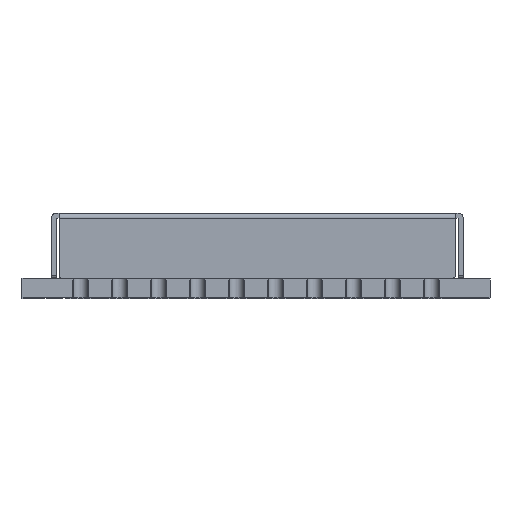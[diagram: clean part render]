
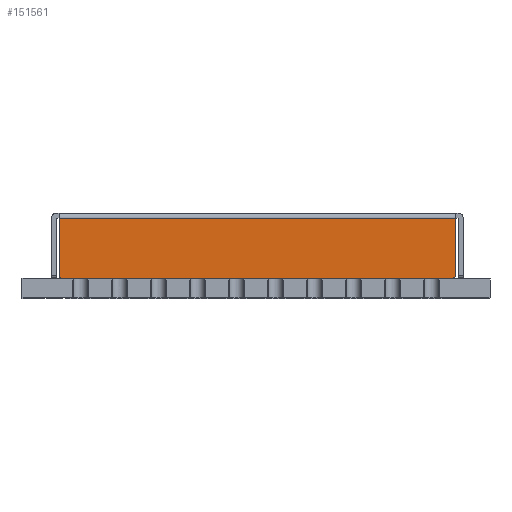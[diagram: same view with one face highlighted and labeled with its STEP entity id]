
A CAD part, front view. The second image highlights one B-rep face of the part: STEP entity #151561.
In plain terms, the highlighted planar face has unit normal (0, -1, 0).
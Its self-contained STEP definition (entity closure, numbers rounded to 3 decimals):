
#540 = FACE_OUTER_BOUND ( 'NONE', #46602, .T. ) ;
#4451 = AXIS2_PLACEMENT_3D ( 'NONE', #47181, #94430, #141638 ) ;
#5600 = CARTESIAN_POINT ( 'NONE',  ( 15.54, 0., 0.1 ) ) ;
#6498 = EDGE_CURVE ( 'NONE', #144088, #89788, #38254, .T. ) ;
#14994 = CARTESIAN_POINT ( 'NONE',  ( 15.44, 0., 0.1 ) ) ;
#16215 = ORIENTED_EDGE ( 'NONE', *, *, #120537, .T. ) ;
#18151 = ORIENTED_EDGE ( 'NONE', *, *, #6498, .T. ) ;
#24817 = CARTESIAN_POINT ( 'NONE',  ( 15.54, 0., 2.3 ) ) ;
#28625 = DIRECTION ( 'NONE',  ( -1., 0., 0. ) ) ;
#30470 = VECTOR ( 'NONE', #28625, 1000. ) ;
#33504 = ORIENTED_EDGE ( 'NONE', *, *, #92828, .T. ) ;
#36111 = DIRECTION ( 'NONE',  ( 0., 0., 1. ) ) ;
#36308 = VERTEX_POINT ( 'NONE', #71549 ) ;
#37176 = DIRECTION ( 'NONE',  ( 0., 0., 1. ) ) ;
#37178 = CIRCLE ( 'NONE', #56992, 0.1 ) ;
#38254 = LINE ( 'NONE', #85478, #84455 ) ;
#39982 = DIRECTION ( 'NONE',  ( 0., 0., 1. ) ) ;
#46602 = EDGE_LOOP ( 'NONE', ( #18151, #141216, #33504, #16215, #99362, #114624 ) ) ;
#47181 = CARTESIAN_POINT ( 'NONE',  ( 0.4, 0., 0.1 ) ) ;
#47794 = PLANE ( 'NONE',  #150706 ) ;
#50071 = VERTEX_POINT ( 'NONE', #133482 ) ;
#50931 = EDGE_CURVE ( 'NONE', #36308, #50071, #98865, .T. ) ;
#56992 = AXIS2_PLACEMENT_3D ( 'NONE', #14994, #62230, #109495 ) ;
#61319 = VECTOR ( 'NONE', #37176, 1000. ) ;
#62230 = DIRECTION ( 'NONE',  ( 0., -1., 0. ) ) ;
#71166 = CIRCLE ( 'NONE', #4451, 0.1 ) ;
#71549 = CARTESIAN_POINT ( 'NONE',  ( 0.3, 0., 0.1 ) ) ;
#72932 = CARTESIAN_POINT ( 'NONE',  ( 0.4, 0., 0. ) ) ;
#84455 = VECTOR ( 'NONE', #132736, 1000. ) ;
#85478 = CARTESIAN_POINT ( 'NONE',  ( 0., 0., 0. ) ) ;
#85966 = EDGE_CURVE ( 'NONE', #36308, #144088, #71166, .T. ) ;
#87511 = LINE ( 'NONE', #134713, #30470 ) ;
#89788 = VERTEX_POINT ( 'NONE', #94115 ) ;
#92828 = EDGE_CURVE ( 'NONE', #99789, #104872, #96053, .T. ) ;
#94115 = CARTESIAN_POINT ( 'NONE',  ( 15.44, 0., 0. ) ) ;
#94430 = DIRECTION ( 'NONE',  ( 0., -1., 0. ) ) ;
#95042 = CARTESIAN_POINT ( 'NONE',  ( 0., 0., 2.5 ) ) ;
#96053 = LINE ( 'NONE', #143297, #61319 ) ;
#98865 = LINE ( 'NONE', #146051, #134996 ) ;
#99362 = ORIENTED_EDGE ( 'NONE', *, *, #50931, .F. ) ;
#99789 = VERTEX_POINT ( 'NONE', #5600 ) ;
#104872 = VERTEX_POINT ( 'NONE', #24817 ) ;
#109495 = DIRECTION ( 'NONE',  ( 0., 0., 1. ) ) ;
#114624 = ORIENTED_EDGE ( 'NONE', *, *, #85966, .T. ) ;
#120537 = EDGE_CURVE ( 'NONE', #104872, #50071, #87511, .T. ) ;
#129449 = EDGE_CURVE ( 'NONE', #89788, #99789, #37178, .T. ) ;
#132736 = DIRECTION ( 'NONE',  ( 1., 0., 0. ) ) ;
#133482 = CARTESIAN_POINT ( 'NONE',  ( 0.3, 0., 2.3 ) ) ;
#134713 = CARTESIAN_POINT ( 'NONE',  ( 0., 0., 2.3 ) ) ;
#134996 = VECTOR ( 'NONE', #39982, 1000. ) ;
#141216 = ORIENTED_EDGE ( 'NONE', *, *, #129449, .T. ) ;
#141638 = DIRECTION ( 'NONE',  ( 0., 0., 1. ) ) ;
#142235 = DIRECTION ( 'NONE',  ( 0., 1., 0. ) ) ;
#143297 = CARTESIAN_POINT ( 'NONE',  ( 15.54, 0., 0. ) ) ;
#144088 = VERTEX_POINT ( 'NONE', #72932 ) ;
#146051 = CARTESIAN_POINT ( 'NONE',  ( 0.3, 0., 0. ) ) ;
#150706 = AXIS2_PLACEMENT_3D ( 'NONE', #95042, #142235, #36111 ) ;
#151561 = ADVANCED_FACE ( 'NONE', ( #540 ), #47794, .F. ) ;
